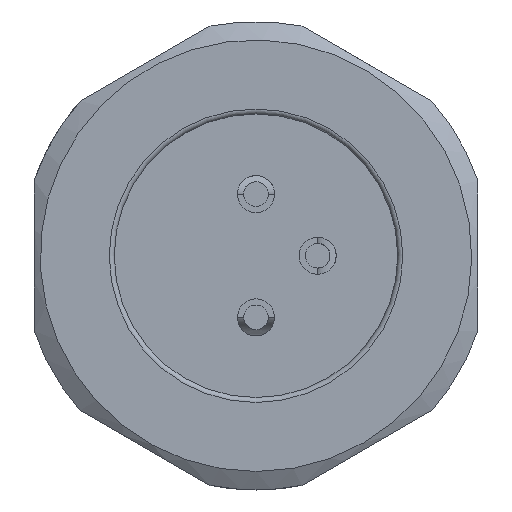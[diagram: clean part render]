
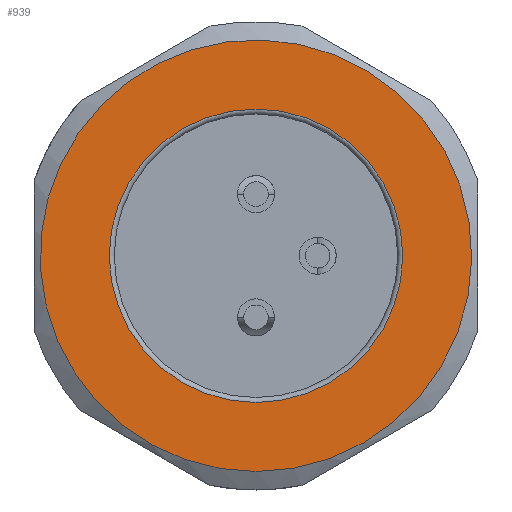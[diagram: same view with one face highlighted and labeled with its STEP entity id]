
A CAD part, front view. The second image highlights one B-rep face of the part: STEP entity #939.
In plain terms, the highlighted planar face has unit normal (0, -1, 0).
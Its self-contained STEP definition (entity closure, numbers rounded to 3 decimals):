
#758=FACE_BOUND('',#1364,.T.);
#759=FACE_BOUND('',#1365,.T.);
#939=ADVANCED_FACE('',(#758,#759),#1011,.T.);
#1011=PLANE('',#3365);
#1364=EDGE_LOOP('',(#2200));
#1365=EDGE_LOOP('',(#2201));
#2200=ORIENTED_EDGE('',*,*,#2991,.T.);
#2201=ORIENTED_EDGE('',*,*,#2992,.T.);
#2556=VERTEX_POINT('',#22251);
#2557=VERTEX_POINT('',#22254);
#2991=EDGE_CURVE('',#2556,#2556,#3123,.T.);
#2992=EDGE_CURVE('',#2557,#2557,#3124,.T.);
#3123=CIRCLE('',#3362,5.95);
#3124=CIRCLE('',#3364,8.75);
#3362=AXIS2_PLACEMENT_3D('',#22250,#3945,#3946);
#3364=AXIS2_PLACEMENT_3D('',#22253,#3949,#3950);
#3365=AXIS2_PLACEMENT_3D('',#22255,#3951,#3952);
#3945=DIRECTION('',(0.,1.,0.));
#3946=DIRECTION('',(0.,0.,-1.));
#3949=DIRECTION('',(0.,-1.,0.));
#3950=DIRECTION('',(0.,0.,-1.));
#3951=DIRECTION('',(0.,-1.,0.));
#3952=DIRECTION('',(0.,0.,-1.));
#22250=CARTESIAN_POINT('',(34.182,-19.386,-5.015));
#22251=CARTESIAN_POINT('',(34.182,-19.386,-10.965));
#22253=CARTESIAN_POINT('',(34.182,-19.386,-5.015));
#22254=CARTESIAN_POINT('',(34.182,-19.386,-13.765));
#22255=CARTESIAN_POINT('',(34.182,-19.386,-5.015));
